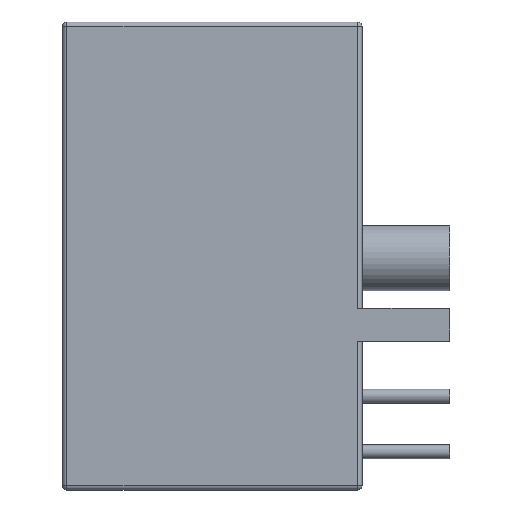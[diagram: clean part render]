
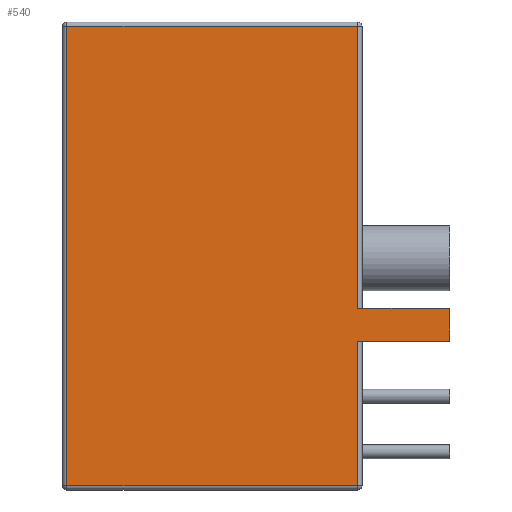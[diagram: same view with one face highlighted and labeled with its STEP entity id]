
A CAD part, left-side view. The second image highlights one B-rep face of the part: STEP entity #540.
In plain terms, the highlighted planar face has unit normal (-1, 0, 0).
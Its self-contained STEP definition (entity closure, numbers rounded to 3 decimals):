
#34 = VERTEX_POINT ( 'NONE', #1540 ) ;
#44 = VERTEX_POINT ( 'NONE', #1598 ) ;
#45 = EDGE_CURVE ( 'NONE', #47, #52, #1585, .T. ) ;
#46 = ORIENTED_EDGE ( 'NONE', *, *, #63, .F. ) ;
#47 = VERTEX_POINT ( 'NONE', #1581 ) ;
#48 = EDGE_CURVE ( 'NONE', #47, #44, #1580, .T. ) ;
#49 = VERTEX_POINT ( 'NONE', #1563 ) ;
#50 = ORIENTED_EDGE ( 'NONE', *, *, #81, .T. ) ;
#52 = VERTEX_POINT ( 'NONE', #1575 ) ;
#53 = VERTEX_POINT ( 'NONE', #1591 ) ;
#54 = ORIENTED_EDGE ( 'NONE', *, *, #48, .T. ) ;
#55 = VERTEX_POINT ( 'NONE', #1571 ) ;
#57 = VERTEX_POINT ( 'NONE', #1596 ) ;
#58 = ORIENTED_EDGE ( 'NONE', *, *, #45, .F. ) ;
#60 = ORIENTED_EDGE ( 'NONE', *, *, #74, .T. ) ;
#61 = EDGE_CURVE ( 'NONE', #53, #57, #1567, .T. ) ;
#62 = EDGE_CURVE ( 'NONE', #34, #49, #1616, .T. ) ;
#63 = EDGE_CURVE ( 'NONE', #52, #57, #1612, .T. ) ;
#64 = ORIENTED_EDGE ( 'NONE', *, *, #61, .T. ) ;
#65 = EDGE_CURVE ( 'NONE', #55, #53, #1606, .T. ) ;
#68 = ORIENTED_EDGE ( 'NONE', *, *, #65, .T. ) ;
#73 = ORIENTED_EDGE ( 'NONE', *, *, #62, .T. ) ;
#74 = EDGE_CURVE ( 'NONE', #49, #55, #1626, .T. ) ;
#81 = EDGE_CURVE ( 'NONE', #44, #34, #1658, .T. ) ;
#342 = EDGE_LOOP ( 'NONE', ( #64, #46, #58, #54, #50, #73, #60, #68 ) ) ;
#540 = ADVANCED_FACE ( 'NONE', ( #2563 ), #2609, .F. ) ;
#1540 = CARTESIAN_POINT ( 'NONE',  ( 0., 0.2, 21.2 ) ) ;
#1563 = CARTESIAN_POINT ( 'NONE',  ( 0., 13.5, 21.2 ) ) ;
#1566 = CARTESIAN_POINT ( 'NONE',  ( 0., 0.2, 21.4 ) ) ;
#1567 = LINE ( 'NONE', #1566, #1618 ) ;
#1571 = CARTESIAN_POINT ( 'NONE',  ( 0., 13.5, 0.2 ) ) ;
#1575 = CARTESIAN_POINT ( 'NONE',  ( 0., -4., 6.8 ) ) ;
#1577 = DIRECTION ( 'NONE',  ( 0., 1., 0. ) ) ;
#1578 = VECTOR ( 'NONE', #1577, 1000. ) ;
#1579 = CARTESIAN_POINT ( 'NONE',  ( 0., -4., 8.3 ) ) ;
#1580 = LINE ( 'NONE', #1579, #1578 ) ;
#1581 = CARTESIAN_POINT ( 'NONE',  ( 0., -4., 8.3 ) ) ;
#1582 = DIRECTION ( 'NONE',  ( 0., 0., -1. ) ) ;
#1583 = VECTOR ( 'NONE', #1582, 1000. ) ;
#1584 = CARTESIAN_POINT ( 'NONE',  ( 0., -4., 8.3 ) ) ;
#1585 = LINE ( 'NONE', #1584, #1583 ) ;
#1591 = CARTESIAN_POINT ( 'NONE',  ( 0., 0.2, 0.2 ) ) ;
#1596 = CARTESIAN_POINT ( 'NONE',  ( 0., 0.2, 6.8 ) ) ;
#1598 = CARTESIAN_POINT ( 'NONE',  ( 0., 0.2, 8.3 ) ) ;
#1603 = DIRECTION ( 'NONE',  ( 0., -1., 0. ) ) ;
#1604 = VECTOR ( 'NONE', #1603, 1000. ) ;
#1605 = CARTESIAN_POINT ( 'NONE',  ( 0., 0., 0.2 ) ) ;
#1606 = LINE ( 'NONE', #1605, #1604 ) ;
#1608 = DIRECTION ( 'NONE',  ( 0., 1., 0. ) ) ;
#1609 = VECTOR ( 'NONE', #1608, 1000. ) ;
#1610 = CARTESIAN_POINT ( 'NONE',  ( 0., -4., 6.8 ) ) ;
#1612 = LINE ( 'NONE', #1610, #1609 ) ;
#1613 = DIRECTION ( 'NONE',  ( 0., 1., 0. ) ) ;
#1614 = VECTOR ( 'NONE', #1613, 1000. ) ;
#1615 = CARTESIAN_POINT ( 'NONE',  ( 0., 0., 21.2 ) ) ;
#1616 = LINE ( 'NONE', #1615, #1614 ) ;
#1617 = DIRECTION ( 'NONE',  ( 0., 0., 1. ) ) ;
#1618 = VECTOR ( 'NONE', #1617, 1000. ) ;
#1625 = CARTESIAN_POINT ( 'NONE',  ( 0., 13.5, 21.4 ) ) ;
#1626 = LINE ( 'NONE', #1625, #1661 ) ;
#1655 = DIRECTION ( 'NONE',  ( 0., 0., 1. ) ) ;
#1656 = VECTOR ( 'NONE', #1655, 1000. ) ;
#1657 = CARTESIAN_POINT ( 'NONE',  ( 0., 0.2, 21.4 ) ) ;
#1658 = LINE ( 'NONE', #1657, #1656 ) ;
#1660 = DIRECTION ( 'NONE',  ( 0., 0., -1. ) ) ;
#1661 = VECTOR ( 'NONE', #1660, 1000. ) ;
#2563 = FACE_OUTER_BOUND ( 'NONE', #342, .T. ) ;
#2592 = DIRECTION ( 'NONE',  ( 0., 0., -1. ) ) ;
#2593 = DIRECTION ( 'NONE',  ( 1., 0., 0. ) ) ;
#2594 = CARTESIAN_POINT ( 'NONE',  ( 0., 0., 21.4 ) ) ;
#2605 = AXIS2_PLACEMENT_3D ( 'NONE', #2594, #2593, #2592 ) ;
#2609 = PLANE ( 'NONE',  #2605 ) ;
